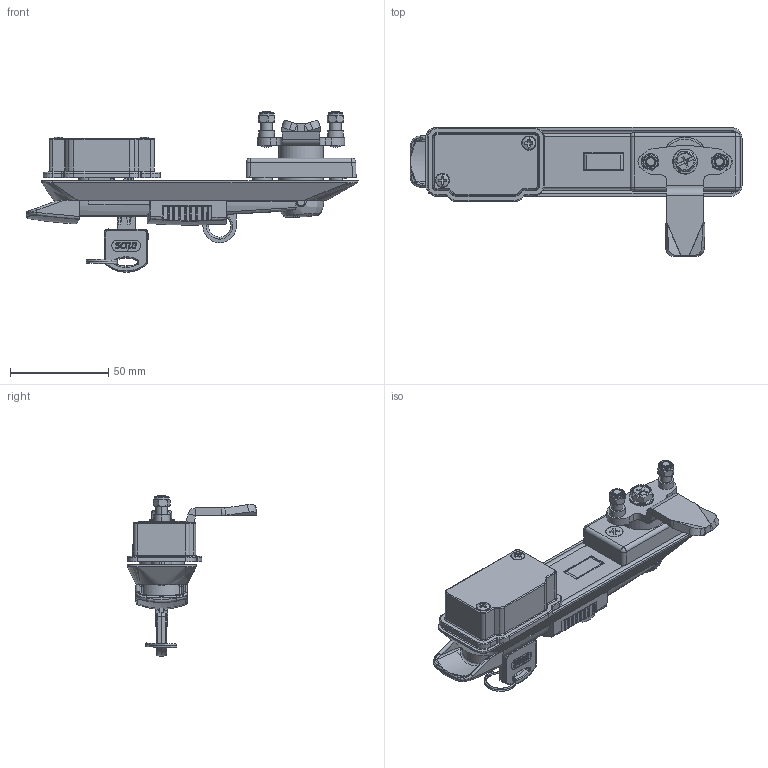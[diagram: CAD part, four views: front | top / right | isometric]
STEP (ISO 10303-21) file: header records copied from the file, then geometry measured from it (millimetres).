
FILE_DESCRIPTION (( 'STEP AP203' ), '1' );
FILE_NAME ('KI73.35.05.1214.STEP', '2022-06-10T08:43:54', ( '' ), ( '' ), 'SwSTEP 2.0', 'SolidWorks 2021', '' );
FILE_SCHEMA (( 'CONFIG_CONTROL_DESIGN' ));
Length unit declared in the file: millimetre
Products named in the file (1): KI73.35.05.1214
Bounding box: 169.05 x 65.78 x 81.73 mm (x, y, z)
Surface area: 45021.7 mm2 (no closed solid volume)
Topology: 0 solids, 41 shells, 927 faces, 2867 edges, 1957 vertices
Faces by surface type: plane 400, bspline 227, cylinder 198, cone 54, torus 36, sphere 12
Entity records: 49438 total; most frequent: CARTESIAN_POINT 26386, ORIENTED_EDGE 4936, DIRECTION 3990, EDGE_CURVE 2864, VERTEX_POINT 1957, VECTOR 1338, LINE 1338, AXIS2_PLACEMENT_3D 1326
